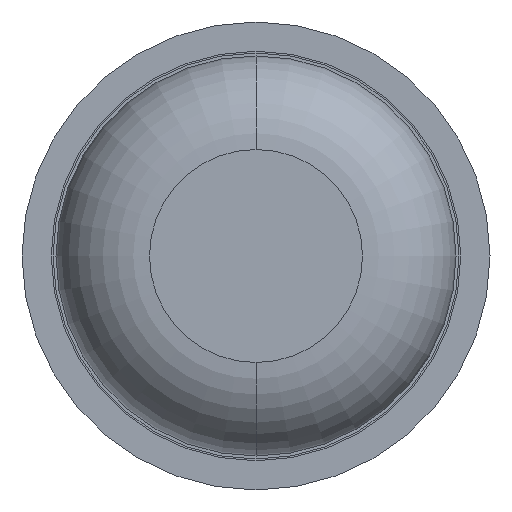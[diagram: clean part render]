
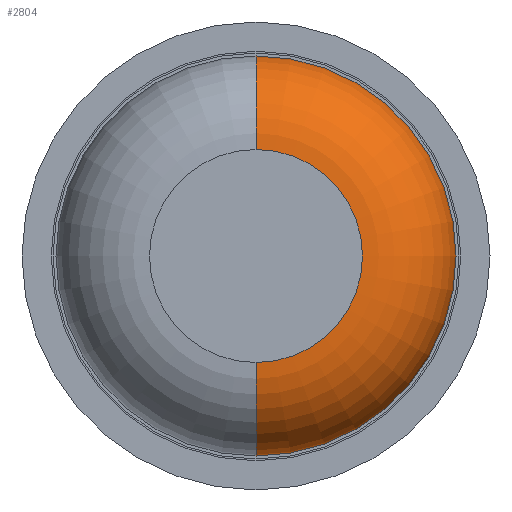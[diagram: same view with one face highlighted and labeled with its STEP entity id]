
A CAD part, front view. The second image highlights one B-rep face of the part: STEP entity #2804.
In plain terms, the highlighted toroidal (fillet/blend) face has major radius 0.91 mm and minor radius 0.8 mm.
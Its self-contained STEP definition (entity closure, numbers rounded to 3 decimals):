
#3 = DIRECTION ( 'NONE',  ( 0., 0., -1. ) ) ;
#155 = CIRCLE ( 'NONE', #2761, 0.91 ) ;
#461 = EDGE_CURVE ( 'Defeature ausgef�hrt1_0+Defeature ausgef�hrt1_10+Defeature ausgef�hrt1_10+Defeature ausgef�hrt1_10', #2136, #1782, #155, .T. ) ;
#546 = CARTESIAN_POINT ( 'NONE',  ( 0., -29.2, -0.91 ) ) ;
#557 = CARTESIAN_POINT ( 'NONE',  ( 0., -29.2, 1.71 ) ) ;
#574 = ORIENTED_EDGE ( 'NONE', *, *, #2295, .F. ) ;
#618 = CIRCLE ( 'NONE', #2350, 1.71 ) ;
#619 = EDGE_CURVE ( 'NONE', #2136, #3081, #697, .T. ) ;
#697 = CIRCLE ( 'NONE', #3112, 0.8 ) ;
#858 = EDGE_CURVE ( 'Defeature ausgef�hrt1_2+Defeature ausgef�hrt1_10+Defeature ausgef�hrt1_10+Defeature ausgef�hrt1_10', #1803, #3081, #618, .T. ) ;
#977 = DIRECTION ( 'NONE',  ( 0., 0., 1. ) ) ;
#1034 = DIRECTION ( 'NONE',  ( 1., 0., 0. ) ) ;
#1131 = DIRECTION ( 'NONE',  ( 0., 1., 0. ) ) ;
#1417 = FACE_OUTER_BOUND ( 'NONE', #3124, .T. ) ;
#1445 = DIRECTION ( 'NONE',  ( 0., -1., 0. ) ) ;
#1533 = AXIS2_PLACEMENT_3D ( 'NONE', #2277, #2572, #1788 ) ;
#1534 = CARTESIAN_POINT ( 'NONE',  ( 0., -29.2, 0.91 ) ) ;
#1641 = CARTESIAN_POINT ( 'NONE',  ( 0., -29.2, 0. ) ) ;
#1725 = CARTESIAN_POINT ( 'NONE',  ( 0., -29.2, -1.71 ) ) ;
#1766 = ORIENTED_EDGE ( 'NONE', *, *, #619, .T. ) ;
#1782 = VERTEX_POINT ( 'NONE', #2570 ) ;
#1788 = DIRECTION ( 'NONE',  ( 0., 0., 1. ) ) ;
#1803 = VERTEX_POINT ( 'NONE', #557 ) ;
#2019 = CIRCLE ( 'NONE', #2182, 0.8 ) ;
#2136 = VERTEX_POINT ( 'NONE', #2701 ) ;
#2182 = AXIS2_PLACEMENT_3D ( 'NONE', #1534, #2498, #977 ) ;
#2277 = CARTESIAN_POINT ( 'NONE',  ( 0., -29.2, 0. ) ) ;
#2295 = EDGE_CURVE ( 'NONE', #1782, #1803, #2019, .T. ) ;
#2350 = AXIS2_PLACEMENT_3D ( 'NONE', #1641, #1131, #3193 ) ;
#2498 = DIRECTION ( 'NONE',  ( -1., 0., 0. ) ) ;
#2525 = TOROIDAL_SURFACE ( 'NONE', #1533, 0.91, 0.8 ) ;
#2570 = CARTESIAN_POINT ( 'NONE',  ( 0., -30., 0.91 ) ) ;
#2572 = DIRECTION ( 'NONE',  ( 0., 1., 0. ) ) ;
#2690 = CARTESIAN_POINT ( 'NONE',  ( 0., -30., 0. ) ) ;
#2701 = CARTESIAN_POINT ( 'NONE',  ( 0., -30., -0.91 ) ) ;
#2761 = AXIS2_PLACEMENT_3D ( 'NONE', #2690, #1445, #2989 ) ;
#2804 = ADVANCED_FACE ( 'Defeature ausgef�hrt1_10', ( #1417 ), #2525, .T. ) ;
#2989 = DIRECTION ( 'NONE',  ( 0., 0., 1. ) ) ;
#3081 = VERTEX_POINT ( 'NONE', #1725 ) ;
#3112 = AXIS2_PLACEMENT_3D ( 'NONE', #546, #1034, #3 ) ;
#3124 = EDGE_LOOP ( 'NONE', ( #3277, #1766, #3305, #574 ) ) ;
#3193 = DIRECTION ( 'NONE',  ( 0., 0., 1. ) ) ;
#3277 = ORIENTED_EDGE ( 'NONE', *, *, #461, .F. ) ;
#3305 = ORIENTED_EDGE ( 'NONE', *, *, #858, .F. ) ;
